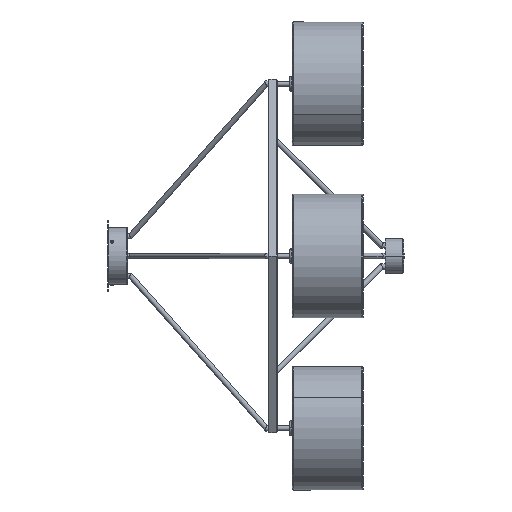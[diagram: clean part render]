
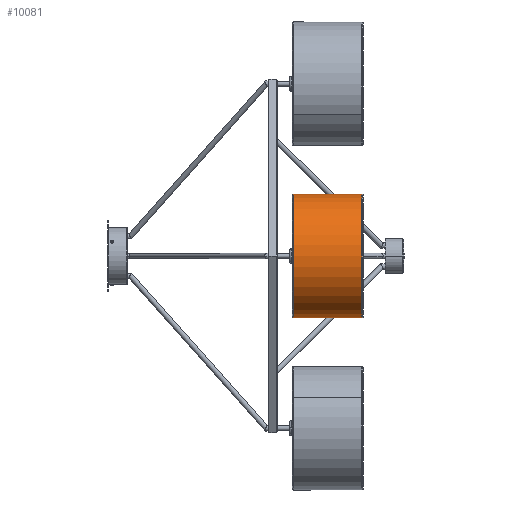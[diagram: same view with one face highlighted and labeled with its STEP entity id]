
A CAD part, left-side view. The second image highlights one B-rep face of the part: STEP entity #10081.
In plain terms, the highlighted cylindrical face has radius 175 mm (diameter 350 mm), a partial arc.
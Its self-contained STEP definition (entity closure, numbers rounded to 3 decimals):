
#709 = ORIENTED_EDGE ( 'NONE', *, *, #12016, .T. ) ;
#780 = CARTESIAN_POINT ( 'NONE',  ( -562.85, -254., 0. ) ) ;
#866 = CARTESIAN_POINT ( 'NONE',  ( -562.85, -58., 175. ) ) ;
#1775 = CARTESIAN_POINT ( 'NONE',  ( -562.85, -58., 0. ) ) ;
#2145 = DIRECTION ( 'NONE',  ( 0., 1., 0. ) ) ;
#2700 = EDGE_CURVE ( 'NONE', #6302, #17125, #25000, .T. ) ;
#4684 = VERTEX_POINT ( 'NONE', #7339 ) ;
#6302 = VERTEX_POINT ( 'NONE', #24919 ) ;
#7167 = AXIS2_PLACEMENT_3D ( 'NONE', #780, #2145, #14280 ) ;
#7214 = LINE ( 'NONE', #13411, #8539 ) ;
#7339 = CARTESIAN_POINT ( 'NONE',  ( -562.85, -254., -175. ) ) ;
#8539 = VECTOR ( 'NONE', #15525, 1000. ) ;
#8670 = EDGE_LOOP ( 'NONE', ( #709, #9752, #20847, #18346 ) ) ;
#9412 = CIRCLE ( 'NONE', #12000, 175. ) ;
#9752 = ORIENTED_EDGE ( 'NONE', *, *, #2700, .T. ) ;
#10081 = ADVANCED_FACE ( 'NONE', ( #15902 ), #21553, .T. ) ;
#10097 = DIRECTION ( 'NONE',  ( 0., 1., 0. ) ) ;
#12000 = AXIS2_PLACEMENT_3D ( 'NONE', #22073, #10097, #18003 ) ;
#12016 = EDGE_CURVE ( 'NONE', #4684, #6302, #24455, .T. ) ;
#12030 = VECTOR ( 'NONE', #14856, 1000. ) ;
#13411 = CARTESIAN_POINT ( 'NONE',  ( -562.85, -58., -175. ) ) ;
#14280 = DIRECTION ( 'NONE',  ( 0., 0., -1. ) ) ;
#14856 = DIRECTION ( 'NONE',  ( 0., 1., 0. ) ) ;
#15525 = DIRECTION ( 'NONE',  ( 0., 1., 0. ) ) ;
#15902 = FACE_OUTER_BOUND ( 'NONE', #8670, .T. ) ;
#15908 = EDGE_CURVE ( 'NONE', #4684, #20275, #7214, .T. ) ;
#17125 = VERTEX_POINT ( 'NONE', #25656 ) ;
#17833 = EDGE_CURVE ( 'NONE', #20275, #17125, #9412, .T. ) ;
#17877 = DIRECTION ( 'NONE',  ( 0., 0., -1. ) ) ;
#18003 = DIRECTION ( 'NONE',  ( 0., 0., -1. ) ) ;
#18346 = ORIENTED_EDGE ( 'NONE', *, *, #15908, .F. ) ;
#20275 = VERTEX_POINT ( 'NONE', #20483 ) ;
#20483 = CARTESIAN_POINT ( 'NONE',  ( -562.85, -58., -175. ) ) ;
#20847 = ORIENTED_EDGE ( 'NONE', *, *, #17833, .F. ) ;
#21553 = CYLINDRICAL_SURFACE ( 'NONE', #22680, 175. ) ;
#22073 = CARTESIAN_POINT ( 'NONE',  ( -562.85, -58., 0. ) ) ;
#22680 = AXIS2_PLACEMENT_3D ( 'NONE', #1775, #23660, #17877 ) ;
#23660 = DIRECTION ( 'NONE',  ( 0., 1., 0. ) ) ;
#24455 = CIRCLE ( 'NONE', #7167, 175. ) ;
#24919 = CARTESIAN_POINT ( 'NONE',  ( -562.85, -254., 175. ) ) ;
#25000 = LINE ( 'NONE', #866, #12030 ) ;
#25656 = CARTESIAN_POINT ( 'NONE',  ( -562.85, -58., 175. ) ) ;
